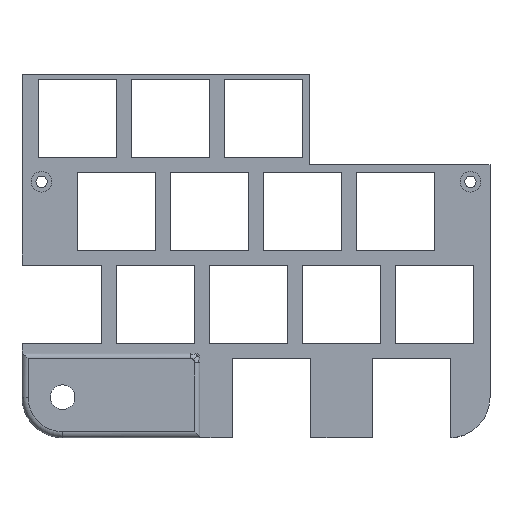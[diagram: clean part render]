
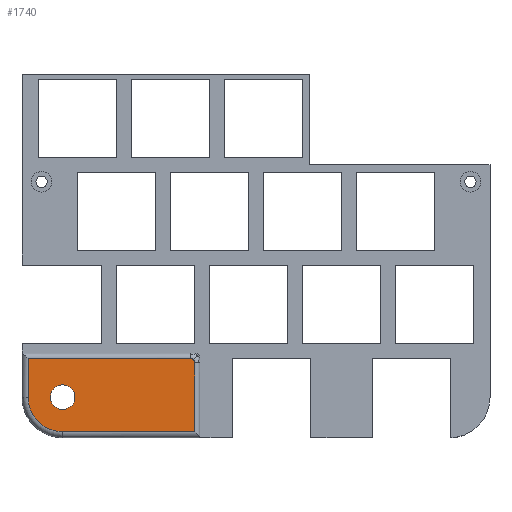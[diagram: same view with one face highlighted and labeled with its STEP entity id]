
A CAD part, top view. The second image highlights one B-rep face of the part: STEP entity #1740.
In plain terms, the highlighted planar face has unit normal (0, 0, 1).
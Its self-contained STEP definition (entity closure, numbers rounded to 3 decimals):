
#34=FACE_BOUND('',#677,.T.);
#55=PLANE('',#1868);
#188=LINE('',#3083,#394);
#190=LINE('',#3103,#396);
#191=LINE('',#3125,#397);
#193=LINE('',#3130,#399);
#394=VECTOR('',#2079,10.);
#396=VECTOR('',#2085,10.);
#397=VECTOR('',#2098,10.);
#399=VECTOR('',#2104,10.);
#569=FACE_OUTER_BOUND('',#676,.T.);
#676=EDGE_LOOP('',(#1385,#1386,#1387,#1388,#1389,#1390,#1391));
#677=EDGE_LOOP('',(#1392));
#757=CIRCLE('',#1821,0.967);
#767=CIRCLE('',#1837,2.523);
#775=CIRCLE('',#1850,0.967);
#780=CIRCLE('',#1859,7.05);
#806=VERTEX_POINT('',#2842);
#807=VERTEX_POINT('',#2849);
#816=VERTEX_POINT('',#2877);
#884=VERTEX_POINT('',#3070);
#888=VERTEX_POINT('',#3082);
#891=VERTEX_POINT('',#3100);
#892=VERTEX_POINT('',#3102);
#895=VERTEX_POINT('',#3120);
#974=EDGE_CURVE('',#806,#807,#757,.T.);
#987=EDGE_CURVE('',#816,#816,#767,.T.);
#1060=EDGE_CURVE('',#884,#806,#775,.T.);
#1065=EDGE_CURVE('',#807,#888,#188,.T.);
#1069=EDGE_CURVE('',#891,#892,#190,.T.);
#1073=EDGE_CURVE('',#895,#891,#780,.T.);
#1075=EDGE_CURVE('',#888,#895,#191,.T.);
#1078=EDGE_CURVE('',#892,#884,#193,.T.);
#1385=ORIENTED_EDGE('',*,*,#1069,.F.);
#1386=ORIENTED_EDGE('',*,*,#1073,.F.);
#1387=ORIENTED_EDGE('',*,*,#1075,.F.);
#1388=ORIENTED_EDGE('',*,*,#1065,.F.);
#1389=ORIENTED_EDGE('',*,*,#974,.F.);
#1390=ORIENTED_EDGE('',*,*,#1060,.F.);
#1391=ORIENTED_EDGE('',*,*,#1078,.F.);
#1392=ORIENTED_EDGE('',*,*,#987,.T.);
#1740=ADVANCED_FACE('',(#569,#34),#55,.T.);
#1821=AXIS2_PLACEMENT_3D('',#2850,#1942,#1943);
#1837=AXIS2_PLACEMENT_3D('',#2878,#1977,#1978);
#1850=AXIS2_PLACEMENT_3D('',#3072,#2068,#2069);
#1859=AXIS2_PLACEMENT_3D('',#3122,#2092,#2093);
#1868=AXIS2_PLACEMENT_3D('',#3149,#2123,#2124);
#1942=DIRECTION('center_axis',(0.,0.,-1.));
#1943=DIRECTION('ref_axis',(0.707,0.707,0.));
#1977=DIRECTION('center_axis',(0.,0.,-1.));
#1978=DIRECTION('ref_axis',(-1.,0.,0.));
#2068=DIRECTION('center_axis',(0.,0.,-1.));
#2069=DIRECTION('ref_axis',(0.707,0.707,0.));
#2079=DIRECTION('',(0.,-1.,0.));
#2085=DIRECTION('',(0.,1.,0.));
#2092=DIRECTION('center_axis',(0.,0.,-1.));
#2093=DIRECTION('ref_axis',(-0.707,-0.707,0.));
#2098=DIRECTION('',(-1.,0.,0.));
#2104=DIRECTION('',(1.,0.,0.));
#2123=DIRECTION('center_axis',(0.,0.,1.));
#2124=DIRECTION('ref_axis',(-1.,0.,0.));
#2842=CARTESIAN_POINT('',(35.027,-58.302,7.1));
#2849=CARTESIAN_POINT('',(35.31,-58.985,7.1));
#2850=CARTESIAN_POINT('Origin',(34.344,-58.985,7.1));
#2877=CARTESIAN_POINT('',(10.823,-66.,7.1));
#2878=CARTESIAN_POINT('Origin',(8.3,-66.,7.1));
#3070=CARTESIAN_POINT('',(34.344,-58.019,7.1));
#3072=CARTESIAN_POINT('Origin',(34.344,-58.985,7.1));
#3082=CARTESIAN_POINT('',(35.31,-73.05,7.1));
#3083=CARTESIAN_POINT('',(35.31,-69.98,7.1));
#3100=CARTESIAN_POINT('',(1.25,-66.,7.1));
#3102=CARTESIAN_POINT('',(1.25,-58.019,7.1));
#3103=CARTESIAN_POINT('',(1.25,-32.83,7.1));
#3120=CARTESIAN_POINT('',(8.3,-73.05,7.1));
#3122=CARTESIAN_POINT('Origin',(8.3,-66.,7.1));
#3125=CARTESIAN_POINT('',(13.228,-73.05,7.1));
#3130=CARTESIAN_POINT('',(27.233,-58.019,7.1));
#3149=CARTESIAN_POINT('Origin',(18.155,-65.659,7.1));
